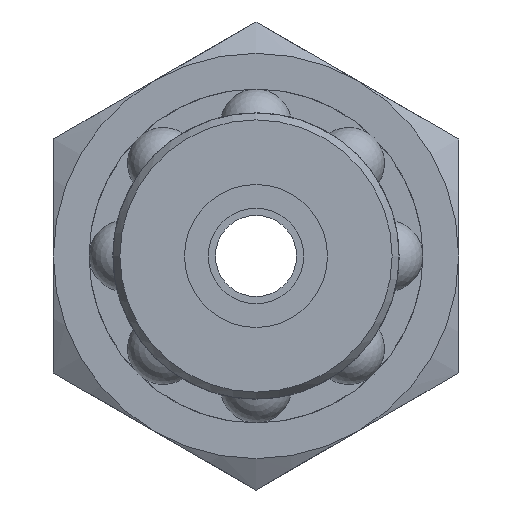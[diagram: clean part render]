
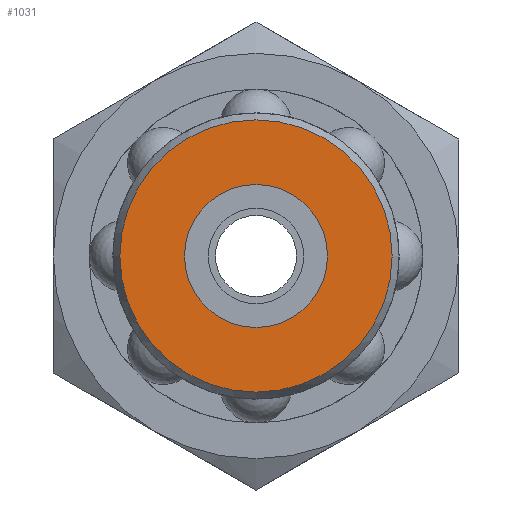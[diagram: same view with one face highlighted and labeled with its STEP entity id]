
A CAD part, left-side view. The second image highlights one B-rep face of the part: STEP entity #1031.
In plain terms, the highlighted planar face has unit normal (-1, 0, 0).
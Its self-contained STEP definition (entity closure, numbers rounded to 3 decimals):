
#45=FACE_BOUND('',#298,.T.);
#169=PLANE('',#1194);
#228=FACE_OUTER_BOUND('',#297,.T.);
#297=EDGE_LOOP('',(#921,#922));
#298=EDGE_LOOP('',(#923,#924));
#330=CIRCLE('',#1105,3.);
#331=CIRCLE('',#1106,3.);
#385=CIRCLE('',#1195,5.711);
#386=CIRCLE('',#1196,5.711);
#441=VERTEX_POINT('',#1688);
#442=VERTEX_POINT('',#1689);
#497=VERTEX_POINT('',#2044);
#498=VERTEX_POINT('',#2045);
#558=EDGE_CURVE('',#441,#442,#330,.T.);
#559=EDGE_CURVE('',#442,#441,#331,.T.);
#647=EDGE_CURVE('',#497,#498,#385,.T.);
#648=EDGE_CURVE('',#498,#497,#386,.T.);
#921=ORIENTED_EDGE('',*,*,#647,.F.);
#922=ORIENTED_EDGE('',*,*,#648,.F.);
#923=ORIENTED_EDGE('',*,*,#558,.T.);
#924=ORIENTED_EDGE('',*,*,#559,.T.);
#1031=ADVANCED_FACE('',(#228,#45),#169,.T.);
#1105=AXIS2_PLACEMENT_3D('',#1690,#1323,#1324);
#1106=AXIS2_PLACEMENT_3D('',#1691,#1325,#1326);
#1194=AXIS2_PLACEMENT_3D('',#2043,#1519,#1520);
#1195=AXIS2_PLACEMENT_3D('',#2046,#1521,#1522);
#1196=AXIS2_PLACEMENT_3D('',#2047,#1523,#1524);
#1323=DIRECTION('center_axis',(1.,0.,0.));
#1324=DIRECTION('ref_axis',(0.,-1.,0.));
#1325=DIRECTION('center_axis',(1.,0.,0.));
#1326=DIRECTION('ref_axis',(0.,-1.,0.));
#1519=DIRECTION('center_axis',(-1.,0.,0.));
#1520=DIRECTION('ref_axis',(0.,0.,1.));
#1521=DIRECTION('center_axis',(1.,0.,0.));
#1522=DIRECTION('ref_axis',(0.,-1.,0.));
#1523=DIRECTION('center_axis',(1.,0.,0.));
#1524=DIRECTION('ref_axis',(0.,-1.,0.));
#1688=CARTESIAN_POINT('',(-25.,-3.,0.));
#1689=CARTESIAN_POINT('',(-25.,3.,0.));
#1690=CARTESIAN_POINT('Origin',(-25.,0.,0.));
#1691=CARTESIAN_POINT('Origin',(-25.,0.,0.));
#2043=CARTESIAN_POINT('Origin',(-25.,-2.856,0.));
#2044=CARTESIAN_POINT('',(-25.,-5.711,0.));
#2045=CARTESIAN_POINT('',(-25.,5.711,0.));
#2046=CARTESIAN_POINT('Origin',(-25.,0.,0.));
#2047=CARTESIAN_POINT('Origin',(-25.,0.,0.));
